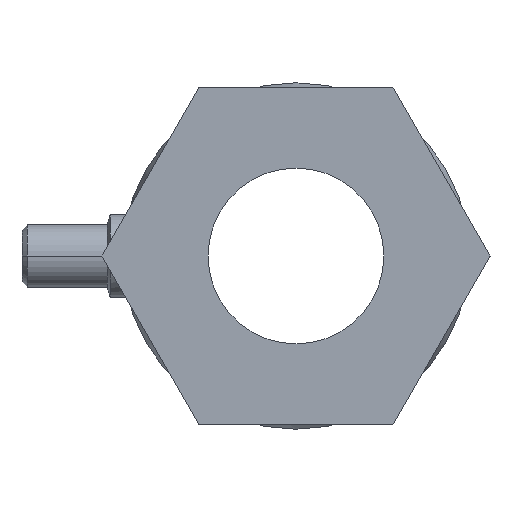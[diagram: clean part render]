
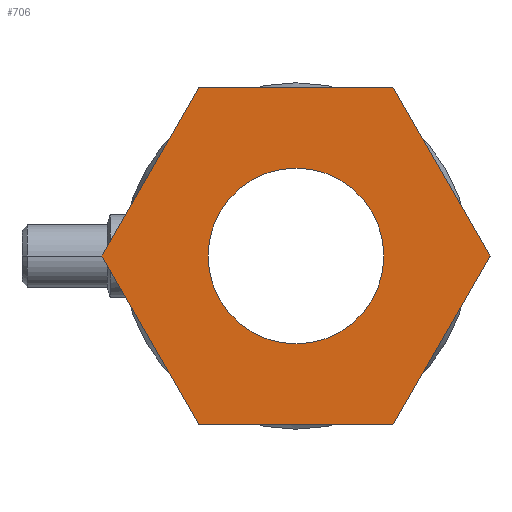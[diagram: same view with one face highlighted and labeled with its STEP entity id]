
A CAD part, left-side view. The second image highlights one B-rep face of the part: STEP entity #706.
In plain terms, the highlighted planar face has unit normal (-1, 0, 0).
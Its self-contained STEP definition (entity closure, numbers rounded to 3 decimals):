
#366 = VERTEX_POINT( '', #978 );
#370 = EDGE_CURVE( '', #900, #728, #982, .T. );
#442 = EDGE_CURVE( '', #654, #588, #1062, .T. );
#488 = EDGE_CURVE( '', #782, #858, #1115, .T. );
#492 = EDGE_CURVE( '', #366, #900, #1119, .T. );
#500 = EDGE_CURVE( '', #584, #366, #1127, .T. );
#584 = VERTEX_POINT( '', #1223 );
#588 = VERTEX_POINT( '', #1227 );
#654 = VERTEX_POINT( '', #1301 );
#706 = ADVANCED_FACE( '', ( #1360, #1361 ), #1362, .T. );
#728 = VERTEX_POINT( '', #1387 );
#738 = EDGE_CURVE( '', #588, #654, #1399, .T. );
#782 = VERTEX_POINT( '', #1449 );
#828 = EDGE_CURVE( '', #728, #782, #1500, .T. );
#858 = VERTEX_POINT( '', #1532 );
#862 = EDGE_CURVE( '', #858, #584, #1536, .T. );
#900 = VERTEX_POINT( '', #1578 );
#978 = CARTESIAN_POINT( '', ( -91.625, 18.764, -32.5 ) );
#982 = LINE( '', #1721, #1722 );
#1062 = CIRCLE( '', #1894, 17. );
#1115 = LINE( '', #1980, #1981 );
#1119 = LINE( '', #1988, #1989 );
#1127 = LINE( '', #1999, #2000 );
#1223 = CARTESIAN_POINT( '', ( -91.625, 37.528, 0. ) );
#1227 = CARTESIAN_POINT( '', ( -91.625, -17., 0. ) );
#1301 = CARTESIAN_POINT( '', ( -91.625, 17., 0. ) );
#1360 = FACE_BOUND( '', #2352, .T. );
#1361 = FACE_OUTER_BOUND( '', #2353, .T. );
#1362 = PLANE( '', #2354 );
#1387 = CARTESIAN_POINT( '', ( -91.625, -37.528, 0. ) );
#1399 = CIRCLE( '', #2435, 17. );
#1449 = CARTESIAN_POINT( '', ( -91.625, -18.764, 32.5 ) );
#1500 = LINE( '', #2604, #2605 );
#1532 = CARTESIAN_POINT( '', ( -91.625, 18.764, 32.5 ) );
#1536 = LINE( '', #2652, #2653 );
#1578 = CARTESIAN_POINT( '', ( -91.625, -18.764, -32.5 ) );
#1721 = CARTESIAN_POINT( '', ( -91.625, -29.115, -14.572 ) );
#1722 = VECTOR( '', #2796, 1. );
#1894 = AXIS2_PLACEMENT_3D( '', #2897, #2898, #2899 );
#1980 = CARTESIAN_POINT( '', ( -91.625, 24.271, 32.5 ) );
#1981 = VECTOR( '', #2973, 1. );
#1988 = CARTESIAN_POINT( '', ( -91.625, 5.507, -32.5 ) );
#1989 = VECTOR( '', #2975, 1. );
#1999 = CARTESIAN_POINT( '', ( -91.625, 27.177, -17.928 ) );
#2000 = VECTOR( '', #2979, 1. );
#2352 = EDGE_LOOP( '', ( #3252, #3253 ) );
#2353 = EDGE_LOOP( '', ( #3254, #3255, #3256, #3257, #3258, #3259 ) );
#2354 = AXIS2_PLACEMENT_3D( '', #3260, #3261, #3262 );
#2435 = AXIS2_PLACEMENT_3D( '', #3316, #3317, #3318 );
#2604 = CARTESIAN_POINT( '', ( -91.625, -19.733, 30.822 ) );
#2605 = VECTOR( '', #3441, 1. );
#2652 = CARTESIAN_POINT( '', ( -91.625, 36.559, 1.678 ) );
#2653 = VECTOR( '', #3481, 1. );
#2796 = DIRECTION( '', ( 0., -0.5, 0.866 ) );
#2897 = CARTESIAN_POINT( '', ( -91.625, 0., 0. ) );
#2898 = DIRECTION( '', ( 1., 0., 0. ) );
#2899 = DIRECTION( '', ( 0., 1., 0. ) );
#2973 = DIRECTION( '', ( 0., 1., 0. ) );
#2975 = DIRECTION( '', ( 0., -1., 0. ) );
#2979 = DIRECTION( '', ( 0., -0.5, -0.866 ) );
#3252 = ORIENTED_EDGE( '', *, *, #738, .T. );
#3253 = ORIENTED_EDGE( '', *, *, #442, .T. );
#3254 = ORIENTED_EDGE( '', *, *, #488, .T. );
#3255 = ORIENTED_EDGE( '', *, *, #862, .T. );
#3256 = ORIENTED_EDGE( '', *, *, #500, .T. );
#3257 = ORIENTED_EDGE( '', *, *, #492, .T. );
#3258 = ORIENTED_EDGE( '', *, *, #370, .T. );
#3259 = ORIENTED_EDGE( '', *, *, #828, .T. );
#3260 = CARTESIAN_POINT( '', ( -91.625, 29.778, 0. ) );
#3261 = DIRECTION( '', ( -1., 0., 0. ) );
#3262 = DIRECTION( '', ( 0., 1., 0. ) );
#3316 = CARTESIAN_POINT( '', ( -91.625, 0., 0. ) );
#3317 = DIRECTION( '', ( 1., 0., 0. ) );
#3318 = DIRECTION( '', ( 0., 1., 0. ) );
#3441 = DIRECTION( '', ( 0., 0.5, 0.866 ) );
#3481 = DIRECTION( '', ( 0., 0.5, -0.866 ) );
